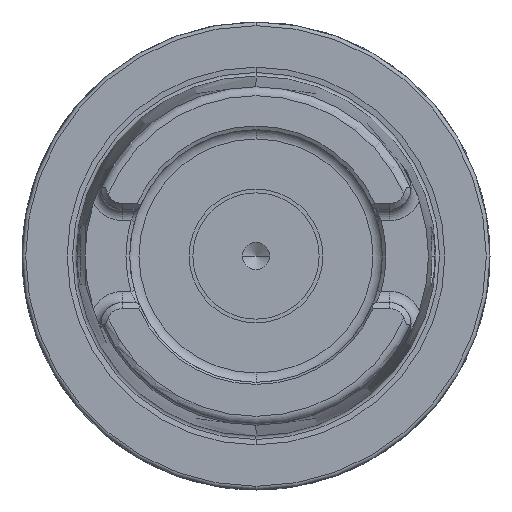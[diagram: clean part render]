
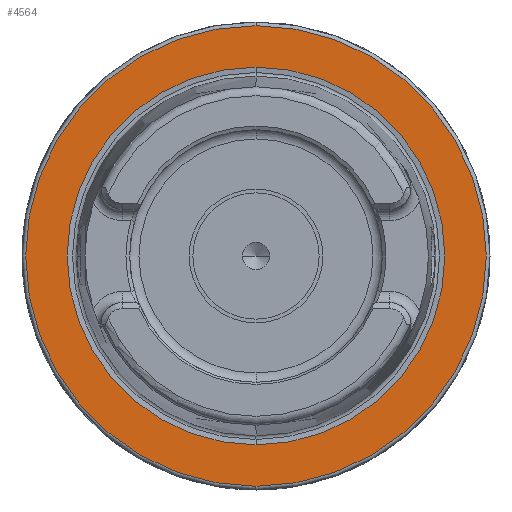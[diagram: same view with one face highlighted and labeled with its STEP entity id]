
A CAD part, left-side view. The second image highlights one B-rep face of the part: STEP entity #4564.
In plain terms, the highlighted planar face has unit normal (-1, 0, 0).
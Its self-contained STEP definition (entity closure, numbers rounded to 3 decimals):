
#1257=CARTESIAN_POINT('',(0.,0.,0.));
#1258=DIRECTION('',(1.,0.,0.));
#1259=DIRECTION('',(0.,0.,-1.));
#1260=AXIS2_PLACEMENT_3D('',#1257,#1258,#1259);
#1262=CARTESIAN_POINT('',(0.,0.,0.));
#1263=DIRECTION('',(1.,0.,0.));
#1264=DIRECTION('',(0.,0.,1.));
#1265=AXIS2_PLACEMENT_3D('',#1262,#1263,#1264);
#1267=CARTESIAN_POINT('',(0.,0.,0.));
#1268=DIRECTION('',(-1.,0.,0.));
#1269=DIRECTION('',(0.,0.,1.));
#1270=AXIS2_PLACEMENT_3D('',#1267,#1268,#1269);
#1272=CARTESIAN_POINT('',(0.,0.,0.));
#1273=DIRECTION('',(-1.,0.,0.));
#1274=DIRECTION('',(0.,0.,-1.));
#1275=AXIS2_PLACEMENT_3D('',#1272,#1273,#1274);
#2690=CARTESIAN_POINT('',(0.,0.,-25.42));
#2691=CARTESIAN_POINT('',(0.,0.,25.42));
#2692=VERTEX_POINT('',#2690);
#2693=VERTEX_POINT('',#2691);
#3019=CARTESIAN_POINT('',(0.,0.,31.));
#3020=CARTESIAN_POINT('',(0.,0.,-31.));
#3021=VERTEX_POINT('',#3019);
#3022=VERTEX_POINT('',#3020);
#4549=CARTESIAN_POINT('',(0.,0.,0.));
#4550=DIRECTION('',(1.,0.,0.));
#4551=DIRECTION('',(0.,0.,1.));
#4552=AXIS2_PLACEMENT_3D('',#4549,#4550,#4551);
#4553=PLANE('',#4552);
#4555=ORIENTED_EDGE('',*,*,#4554,.F.);
#4557=ORIENTED_EDGE('',*,*,#4556,.F.);
#4558=EDGE_LOOP('',(#4555,#4557));
#4559=FACE_OUTER_BOUND('',#4558,.F.);
#4560=ORIENTED_EDGE('',*,*,#4505,.F.);
#4561=ORIENTED_EDGE('',*,*,#4490,.F.);
#4562=EDGE_LOOP('',(#4560,#4561));
#4563=FACE_BOUND('',#4562,.F.);
#4564=ADVANCED_FACE('',(#4559,#4563),#4553,.F.);
#1261=CIRCLE('',#1260,25.42);
#1266=CIRCLE('',#1265,25.42);
#1271=CIRCLE('',#1270,31.);
#1276=CIRCLE('',#1275,31.);
#4490=EDGE_CURVE('',#2693,#2692,#1266,.T.);
#4505=EDGE_CURVE('',#2692,#2693,#1261,.T.);
#4554=EDGE_CURVE('',#3021,#3022,#1271,.T.);
#4556=EDGE_CURVE('',#3022,#3021,#1276,.T.);
